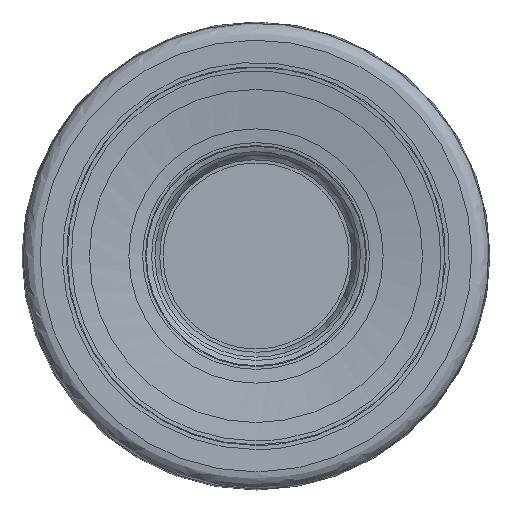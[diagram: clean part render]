
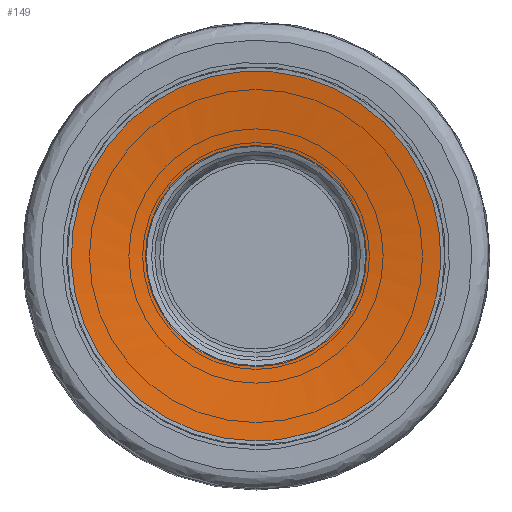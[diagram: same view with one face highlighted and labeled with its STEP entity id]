
A CAD part, left-side view. The second image highlights one B-rep face of the part: STEP entity #149.
In plain terms, the highlighted face is a revolution surface.
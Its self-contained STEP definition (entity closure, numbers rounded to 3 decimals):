
#49=SURFACE_OF_REVOLUTION('',#76,#67);
#67=AXIS1_PLACEMENT('',#751,#622);
#76=LINE('',#750,#84);
#84=VECTOR('',#621,3.668);
#149=ADVANCED_FACE('',(#212,#213),#49,.T.);
#212=FACE_BOUND('',#276,.T.);
#213=FACE_BOUND('',#277,.T.);
#276=EDGE_LOOP('',(#340));
#277=EDGE_LOOP('',(#341));
#340=ORIENTED_EDGE('',*,*,#408,.F.);
#341=ORIENTED_EDGE('',*,*,#407,.T.);
#375=VERTEX_POINT('',#745);
#376=VERTEX_POINT('',#749);
#407=EDGE_CURVE('',#375,#375,#439,.T.);
#408=EDGE_CURVE('',#376,#376,#440,.T.);
#439=CIRCLE('',#491,4.982);
#440=CIRCLE('',#493,8.334);
#491=AXIS2_PLACEMENT_3D('',#744,#614,#615);
#493=AXIS2_PLACEMENT_3D('',#748,#619,#620);
#614=DIRECTION('',(1.,0.,0.));
#615=DIRECTION('',(0.,0.,-1.));
#619=DIRECTION('',(1.,0.,0.));
#620=DIRECTION('',(0.,0.,-1.));
#621=DIRECTION('',(-0.128,-0.964,-0.232));
#622=DIRECTION('',(1.,0.,0.));
#744=CARTESIAN_POINT('',(0.546,0.,0.));
#745=CARTESIAN_POINT('',(0.546,0.,-4.982));
#748=CARTESIAN_POINT('',(0.075,0.,0.));
#749=CARTESIAN_POINT('',(0.075,0.,-8.334));
#750=CARTESIAN_POINT('',(0.546,-4.78,1.404));
#751=CARTESIAN_POINT('',(0.,0.,0.));
